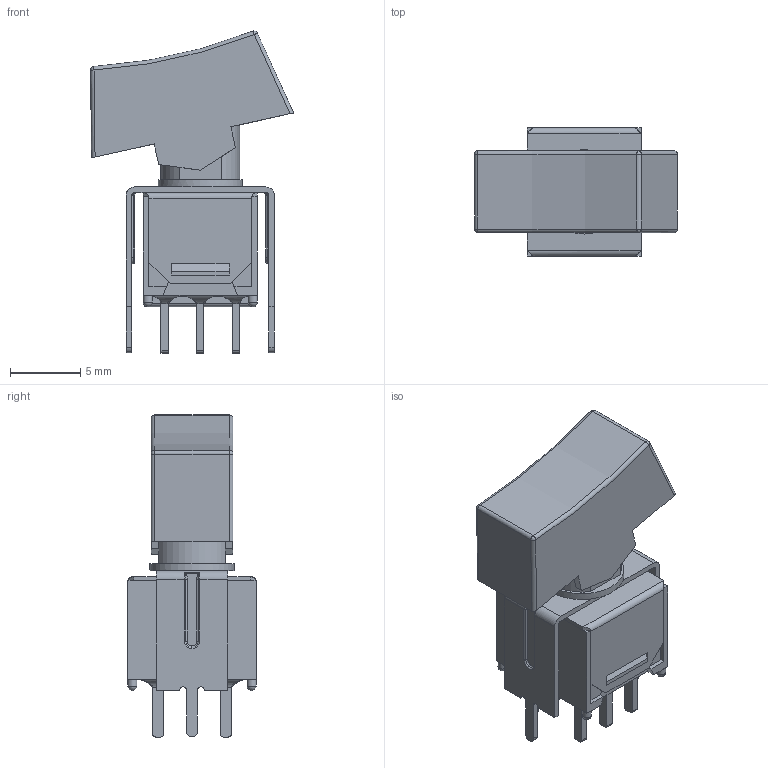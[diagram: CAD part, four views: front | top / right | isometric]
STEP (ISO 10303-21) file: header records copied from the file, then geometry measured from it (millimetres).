
FILE_DESCRIPTION(/* description */ (''),/* implementation_level */ '2;1');
FILE_NAME(/* name */ '400MDPxR6xxxVS2xE.stp',/* time_stamp */ '2025-05-14T08:40:11-05:00',/* author */ ('mroman'),/* organization */ (''),/* preprocessor_version */ 'ST-DEVELOPER v18.1',/* originating_system */ 'Autodesk Inventor 2022',/* authorisation */ '');
FILE_SCHEMA (('AUTOMOTIVE_DESIGN { 1 0 10303 214 3 1 1 }'));
Length unit declared in the file: inch
Products named in the file (1): 400MDPxR6xxxVS2xE
Bounding box: 14.45 x 9.14 x 22.93 mm (x, y, z)
Volume: 520.8 mm3; surface area: 1881.8 mm2
Topology: 1 solids, 2 shells, 322 faces, 875 edges, 540 vertices
Faces by surface type: plane 188, cylinder 76, bspline 32, torus 18, sphere 8
Full cylindrical faces by diameter (mm): 0.65 x4, 3.25 x1, 6 x1
Entity records: 11661 total; most frequent: CARTESIAN_POINT 3818, ORIENTED_EDGE 1718, DIRECTION 1487, EDGE_CURVE 859, LINE 563, VECTOR 563, VERTEX_POINT 540, AXIS2_PLACEMENT_3D 462
